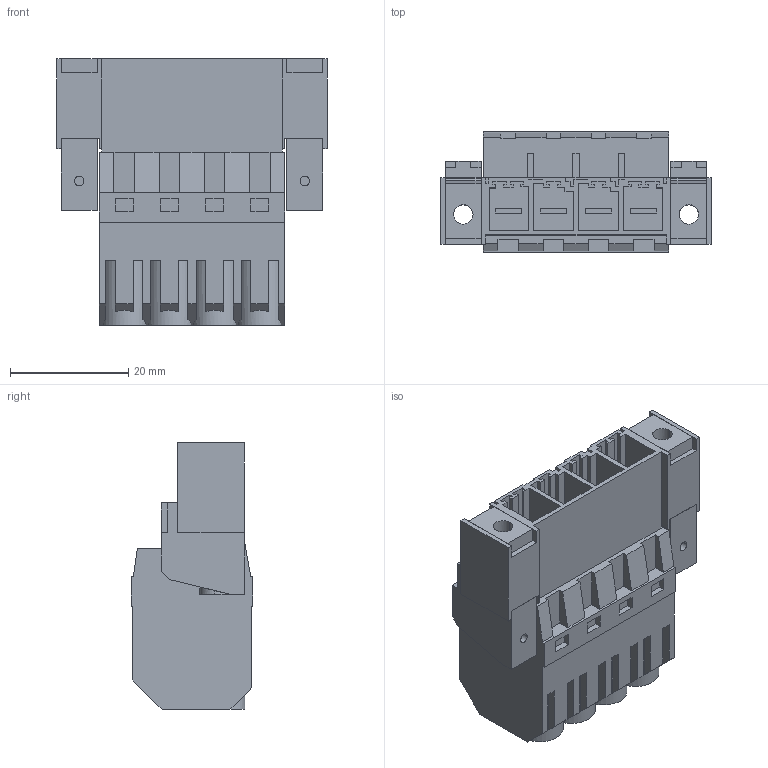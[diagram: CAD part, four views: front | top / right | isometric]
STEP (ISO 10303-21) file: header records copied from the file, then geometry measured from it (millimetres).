
FILE_DESCRIPTION(('CATIA V5 STEP Exchange','CAx-IF Rec.Pracs.--- Model Styling and Organization---1.4--- 2014-01-23'),'2;1');
FILE_NAME ('D1447965_1_1060920000_1060920000.stp','2022-08-08T13:45:23+00:00',('none'),('Weidmueller'),'CATIA Version 5-6 Release 2016 SP3 HF44','CATIA V5 STEP AP214','none');
FILE_SCHEMA(('AUTOMOTIVE_DESIGN { 1 0 10303 214 1 1 1 1 }'));
Length unit declared in the file: millimetre
Products named in the file (1): 1060920000
Bounding box: 45.72 x 20.6 x 45.01 mm (x, y, z)
Volume: 19168.1 mm3; surface area: 14844.5 mm2
Topology: 7 solids, 7 shells, 463 faces, 1322 edges, 892 vertices
Faces by surface type: plane 423, cylinder 40
Entity records: 14975 total; most frequent: CARTESIAN_POINT 2869, ORIENTED_EDGE 2644, DIRECTION 1987, EDGE_CURVE 1322, VECTOR 1230, LINE 1230, VERTEX_POINT 892, EDGE_LOOP 498
